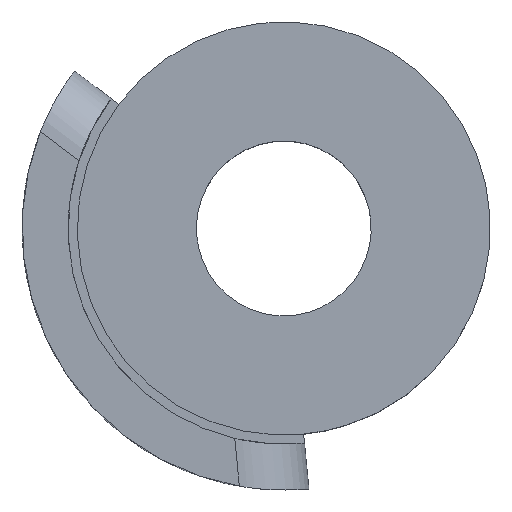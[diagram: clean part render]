
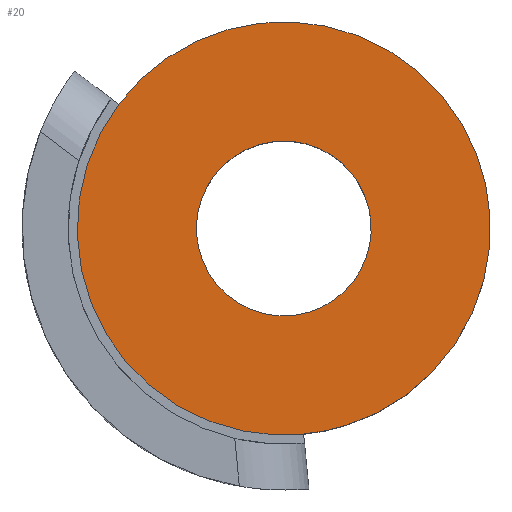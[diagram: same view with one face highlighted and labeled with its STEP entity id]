
A CAD part, top view. The second image highlights one B-rep face of the part: STEP entity #20.
In plain terms, the highlighted planar face has unit normal (0, 0, 1).
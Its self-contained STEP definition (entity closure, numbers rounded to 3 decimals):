
#14=FACE_BOUND('',#49,.T.);
#20=ADVANCED_FACE('',(#34,#14),#208,.T.);
#34=FACE_OUTER_BOUND('',#48,.T.);
#48=EDGE_LOOP('',(#78,#79));
#49=EDGE_LOOP('',(#80,#81));
#78=ORIENTED_EDGE('',*,*,#134,.F.);
#79=ORIENTED_EDGE('',*,*,#138,.T.);
#80=ORIENTED_EDGE('',*,*,#154,.F.);
#81=ORIENTED_EDGE('',*,*,#130,.F.);
#130=EDGE_CURVE('',#192,#206,#160,.T.);
#134=EDGE_CURVE('',#195,#194,#164,.T.);
#138=EDGE_CURVE('',#195,#194,#168,.T.);
#154=EDGE_CURVE('',#206,#192,#179,.T.);
#160=(
BOUNDED_CURVE()
B_SPLINE_CURVE(2,(#426,#427,#428,#429,#430),.UNSPECIFIED.,.F.,.F.)
B_SPLINE_CURVE_WITH_KNOTS((3,2,3),(0.,2.985,5.969),
 .UNSPECIFIED.)
CURVE()
GEOMETRIC_REPRESENTATION_ITEM()
RATIONAL_B_SPLINE_CURVE((1.,0.707,1.,0.707,1.))
REPRESENTATION_ITEM('')
);
#164=(
BOUNDED_CURVE()
B_SPLINE_CURVE(2,(#440,#441,#442,#443,#444,#445,#446,#447,#448),
 .UNSPECIFIED.,.F.,.F.)
B_SPLINE_CURVE_WITH_KNOTS((3,2,2,2,3),(-24.642,-21.167,
-14.111,-7.056,-6.775),.UNSPECIFIED.)
CURVE()
GEOMETRIC_REPRESENTATION_ITEM()
RATIONAL_B_SPLINE_CURVE((1.,0.926,1.,0.707,1.,0.707,
1.,1.,1.))
REPRESENTATION_ITEM('')
);
#168=(
BOUNDED_CURVE()
B_SPLINE_CURVE(2,(#468,#469,#470,#471,#472),.UNSPECIFIED.,.F.,.F.)
B_SPLINE_CURVE_WITH_KNOTS((3,2,3),(-1.209,3.983,9.174),
 .UNSPECIFIED.)
CURVE()
GEOMETRIC_REPRESENTATION_ITEM()
RATIONAL_B_SPLINE_CURVE((1.,0.838,1.,0.838,1.))
REPRESENTATION_ITEM('')
);
#179=(
BOUNDED_CURVE()
B_SPLINE_CURVE(2,(#583,#584,#585,#586,#587),.UNSPECIFIED.,.F.,.F.)
B_SPLINE_CURVE_WITH_KNOTS((3,2,3),(5.969,8.954,11.938),
 .UNSPECIFIED.)
CURVE()
GEOMETRIC_REPRESENTATION_ITEM()
RATIONAL_B_SPLINE_CURVE((1.,0.707,1.,0.707,1.))
REPRESENTATION_ITEM('')
);
#192=VERTEX_POINT('',#395);
#194=VERTEX_POINT('',#397);
#195=VERTEX_POINT('',#398);
#206=VERTEX_POINT('',#409);
#208=PLANE('',#313);
#313=AXIS2_PLACEMENT_3D('',#381,#329,$);
#329=DIRECTION('',(0.,0.,1.));
#381=CARTESIAN_POINT('',(-45.473,-45.1,18.));
#395=CARTESIAN_POINT('',(-51.006,-37.587,18.));
#397=CARTESIAN_POINT('',(-50.656,-43.956,18.));
#398=CARTESIAN_POINT('',(-54.678,-36.786,18.));
#409=CARTESIAN_POINT('',(-51.17,-41.383,18.));
#426=CARTESIAN_POINT('',(-51.006,-37.587,18.));
#427=CARTESIAN_POINT('',(-52.904,-37.505,18.));
#428=CARTESIAN_POINT('',(-52.986,-39.403,18.));
#429=CARTESIAN_POINT('',(-53.068,-41.301,18.));
#430=CARTESIAN_POINT('',(-51.17,-41.383,18.));
#440=CARTESIAN_POINT('',(-54.678,-36.786,18.));
#441=CARTESIAN_POINT('',(-53.579,-35.325,18.));
#442=CARTESIAN_POINT('',(-51.773,-35.046,18.));
#443=CARTESIAN_POINT('',(-47.334,-34.361,18.));
#444=CARTESIAN_POINT('',(-46.649,-38.8,18.));
#445=CARTESIAN_POINT('',(-45.963,-43.239,18.));
#446=CARTESIAN_POINT('',(-50.403,-43.924,18.));
#447=CARTESIAN_POINT('',(-50.529,-43.944,18.));
#448=CARTESIAN_POINT('',(-50.656,-43.956,18.));
#468=CARTESIAN_POINT('',(-54.678,-36.786,18.));
#469=CARTESIAN_POINT('',(-56.438,-39.127,18.));
#470=CARTESIAN_POINT('',(-55.005,-41.682,18.));
#471=CARTESIAN_POINT('',(-53.572,-44.238,18.));
#472=CARTESIAN_POINT('',(-50.656,-43.956,18.));
#583=CARTESIAN_POINT('',(-51.17,-41.383,18.));
#584=CARTESIAN_POINT('',(-49.272,-41.466,18.));
#585=CARTESIAN_POINT('',(-49.19,-39.567,18.));
#586=CARTESIAN_POINT('',(-49.107,-37.669,18.));
#587=CARTESIAN_POINT('',(-51.006,-37.587,18.));
